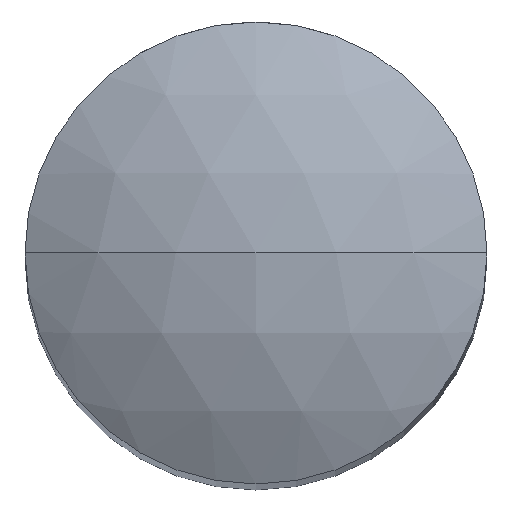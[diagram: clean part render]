
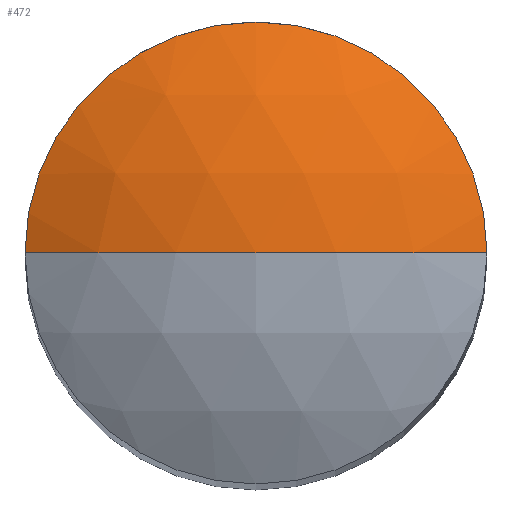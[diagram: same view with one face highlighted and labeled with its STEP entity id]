
A CAD part, top view. The second image highlights one B-rep face of the part: STEP entity #472.
In plain terms, the highlighted spherical face has radius 2.5 mm.
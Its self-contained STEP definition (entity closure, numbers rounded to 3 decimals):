
#62 = EDGE_CURVE ( 'NONE', #146, #517, #669, .T. ) ;
#70 = DIRECTION ( 'NONE',  ( -1., 0., 0. ) ) ;
#89 = EDGE_CURVE ( 'NONE', #146, #542, #131, .T. ) ;
#131 = CIRCLE ( 'NONE', #408, 2.5 ) ;
#146 = VERTEX_POINT ( 'NONE', #646 ) ;
#158 = CARTESIAN_POINT ( 'NONE',  ( 1.25, 0., 9.665 ) ) ;
#175 = CARTESIAN_POINT ( 'NONE',  ( 0., 0., 7.5 ) ) ;
#179 = DIRECTION ( 'NONE',  ( 0., -1., 0. ) ) ;
#217 = EDGE_LOOP ( 'NONE', ( #430, #300, #566 ) ) ;
#252 = DIRECTION ( 'NONE',  ( 1., 0., 0. ) ) ;
#300 = ORIENTED_EDGE ( 'NONE', *, *, #89, .T. ) ;
#326 = DIRECTION ( 'NONE',  ( 0., 0., 1. ) ) ;
#349 = EDGE_CURVE ( 'NONE', #517, #542, #730, .T. ) ;
#368 = SPHERICAL_SURFACE ( 'NONE', #560, 2.5 ) ;
#372 = DIRECTION ( 'NONE',  ( 1., 0., 0. ) ) ;
#408 = AXIS2_PLACEMENT_3D ( 'NONE', #654, #575, #326 ) ;
#430 = ORIENTED_EDGE ( 'NONE', *, *, #62, .F. ) ;
#472 = ADVANCED_FACE ( 'NONE', ( #688 ), #368, .T. ) ;
#487 = DIRECTION ( 'NONE',  ( 0., 0., -1. ) ) ;
#491 = CARTESIAN_POINT ( 'NONE',  ( -1.25, 0., 9.665 ) ) ;
#517 = VERTEX_POINT ( 'NONE', #491 ) ;
#542 = VERTEX_POINT ( 'NONE', #158 ) ;
#556 = CARTESIAN_POINT ( 'NONE',  ( 0., 0., 7.5 ) ) ;
#560 = AXIS2_PLACEMENT_3D ( 'NONE', #556, #801, #372 ) ;
#566 = ORIENTED_EDGE ( 'NONE', *, *, #349, .F. ) ;
#575 = DIRECTION ( 'NONE',  ( 0., 1., 0. ) ) ;
#644 = AXIS2_PLACEMENT_3D ( 'NONE', #868, #487, #70 ) ;
#646 = CARTESIAN_POINT ( 'NONE',  ( 0., 0., 10. ) ) ;
#654 = CARTESIAN_POINT ( 'NONE',  ( 0., 0., 7.5 ) ) ;
#669 = CIRCLE ( 'NONE', #726, 2.5 ) ;
#688 = FACE_OUTER_BOUND ( 'NONE', #217, .T. ) ;
#726 = AXIS2_PLACEMENT_3D ( 'NONE', #175, #179, #252 ) ;
#730 = CIRCLE ( 'NONE', #644, 1.25 ) ;
#801 = DIRECTION ( 'NONE',  ( 0., -1., 0. ) ) ;
#868 = CARTESIAN_POINT ( 'NONE',  ( 0., 0., 9.665 ) ) ;
